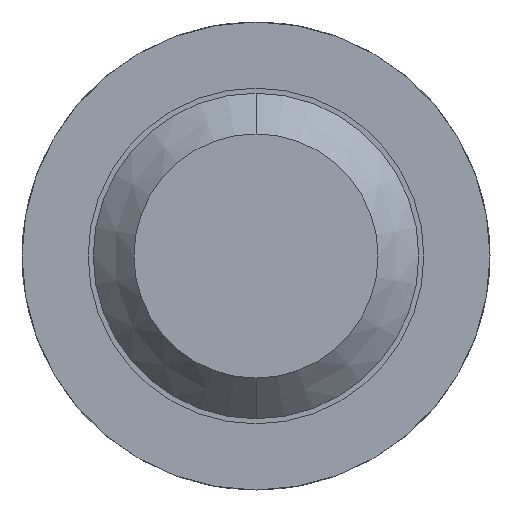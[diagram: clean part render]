
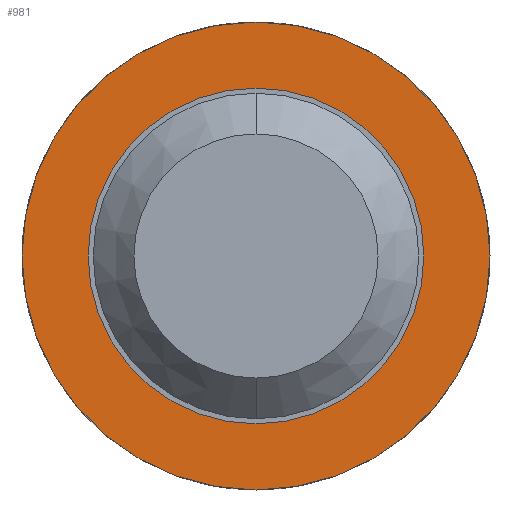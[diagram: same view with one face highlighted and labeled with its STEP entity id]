
A CAD part, front view. The second image highlights one B-rep face of the part: STEP entity #981.
In plain terms, the highlighted planar face has unit normal (0, -1, 0).
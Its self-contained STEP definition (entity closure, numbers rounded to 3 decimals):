
#296 = AXIS2_PLACEMENT_3D ( 'NONE', #4186, #2042, #532 ) ;
#372 = EDGE_LOOP ( 'NONE', ( #2263, #1000 ) ) ;
#381 = CIRCLE ( 'NONE', #3114, 1.15 ) ;
#467 = ORIENTED_EDGE ( 'NONE', *, *, #1877, .F. ) ;
#532 = DIRECTION ( 'NONE',  ( 0., 0., 1. ) ) ;
#628 = DIRECTION ( 'NONE',  ( 0., 1., 0. ) ) ;
#828 = DIRECTION ( 'NONE',  ( 0., 0., 1. ) ) ;
#922 = AXIS2_PLACEMENT_3D ( 'NONE', #3311, #2275, #828 ) ;
#981 = ADVANCED_FACE ( 'Defeature ausgef�hrt4_48', ( #1664, #2795 ), #3305, .F. ) ;
#1000 = ORIENTED_EDGE ( 'NONE', *, *, #2502, .T. ) ;
#1061 = EDGE_LOOP ( 'NONE', ( #467, #1141 ) ) ;
#1104 = CIRCLE ( 'NONE', #296, 1.15 ) ;
#1141 = ORIENTED_EDGE ( 'NONE', *, *, #4266, .F. ) ;
#1259 = VERTEX_POINT ( 'NONE', #3861 ) ;
#1298 = CIRCLE ( 'NONE', #3632, 0.825 ) ;
#1664 = FACE_OUTER_BOUND ( 'NONE', #1061, .T. ) ;
#1861 = CIRCLE ( 'NONE', #922, 0.825 ) ;
#1872 = CARTESIAN_POINT ( 'NONE',  ( 0., -1.5, -1.15 ) ) ;
#1877 = EDGE_CURVE ( 'Defeature ausgef�hrt4_44+Defeature ausgef�hrt4_48+Defeature ausgef�hrt4_48+Defeature ausgef�hrt4_48', #4684, #4119, #381, .T. ) ;
#2042 = DIRECTION ( 'NONE',  ( 0., 1., 0. ) ) ;
#2263 = ORIENTED_EDGE ( 'NONE', *, *, #3556, .T. ) ;
#2275 = DIRECTION ( 'NONE',  ( 0., 1., 0. ) ) ;
#2422 = CARTESIAN_POINT ( 'NONE',  ( 0., -1.5, 1.15 ) ) ;
#2502 = EDGE_CURVE ( 'Defeature ausgef�hrt4_48+Defeature ausgef�hrt4_47+Defeature ausgef�hrt4_47+Defeature ausgef�hrt4_47', #3635, #1259, #1298, .T. ) ;
#2540 = DIRECTION ( 'NONE',  ( 0., 0., 1. ) ) ;
#2795 = FACE_BOUND ( 'NONE', #372, .T. ) ;
#2959 = DIRECTION ( 'NONE',  ( 0., 0., 1. ) ) ;
#3005 = CARTESIAN_POINT ( 'NONE',  ( 0., -1.5, -0.825 ) ) ;
#3114 = AXIS2_PLACEMENT_3D ( 'NONE', #4666, #628, #3965 ) ;
#3289 = DIRECTION ( 'NONE',  ( 0., 1., 0. ) ) ;
#3305 = PLANE ( 'NONE',  #4202 ) ;
#3311 = CARTESIAN_POINT ( 'NONE',  ( 0., -1.5, 0. ) ) ;
#3556 = EDGE_CURVE ( 'Defeature ausgef�hrt4_48+Defeature ausgef�hrt4_47+Defeature ausgef�hrt4_47+Defeature ausgef�hrt4_47', #1259, #3635, #1861, .T. ) ;
#3632 = AXIS2_PLACEMENT_3D ( 'NONE', #4043, #3667, #2540 ) ;
#3635 = VERTEX_POINT ( 'NONE', #3005 ) ;
#3667 = DIRECTION ( 'NONE',  ( 0., 1., 0. ) ) ;
#3687 = CARTESIAN_POINT ( 'NONE',  ( 0.825, -1.5, 0. ) ) ;
#3861 = CARTESIAN_POINT ( 'NONE',  ( 0., -1.5, 0.825 ) ) ;
#3965 = DIRECTION ( 'NONE',  ( 0., 0., 1. ) ) ;
#4043 = CARTESIAN_POINT ( 'NONE',  ( 0., -1.5, 0. ) ) ;
#4119 = VERTEX_POINT ( 'NONE', #1872 ) ;
#4186 = CARTESIAN_POINT ( 'NONE',  ( 0., -1.5, 0. ) ) ;
#4202 = AXIS2_PLACEMENT_3D ( 'NONE', #3687, #3289, #2959 ) ;
#4266 = EDGE_CURVE ( 'Defeature ausgef�hrt4_44+Defeature ausgef�hrt4_48+Defeature ausgef�hrt4_48+Defeature ausgef�hrt4_48', #4119, #4684, #1104, .T. ) ;
#4666 = CARTESIAN_POINT ( 'NONE',  ( 0., -1.5, 0. ) ) ;
#4684 = VERTEX_POINT ( 'NONE', #2422 ) ;
